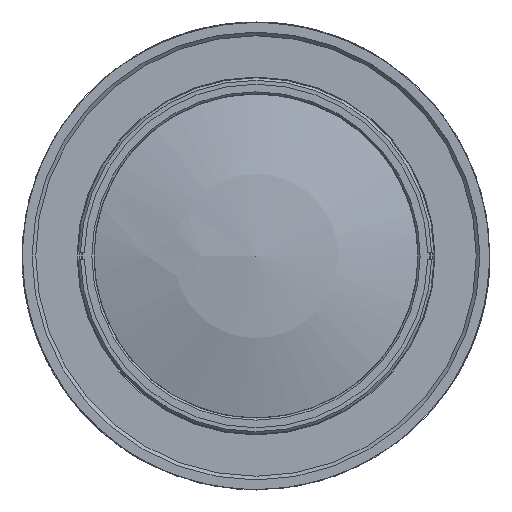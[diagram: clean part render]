
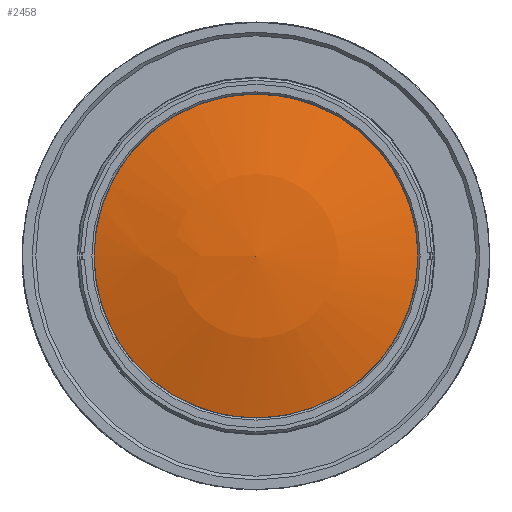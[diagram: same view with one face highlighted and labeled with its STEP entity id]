
A CAD part, left-side view. The second image highlights one B-rep face of the part: STEP entity #2458.
In plain terms, the highlighted spherical face has radius 74.01 mm.
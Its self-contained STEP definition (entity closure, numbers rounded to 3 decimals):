
#122=SPHERICAL_SURFACE('',#12772,74.01);
#163=VERTEX_LOOP('',#8454);
#2458=ADVANCED_FACE('',(#3133,#3134),#122,.T.);
#3133=FACE_BOUND('',#163,.T.);
#3134=FACE_BOUND('',#3830,.T.);
#3830=EDGE_LOOP('',(#5967));
#5967=ORIENTED_EDGE('',*,*,#10240,.F.);
#8453=VERTEX_POINT('',#17807);
#8454=VERTEX_POINT('',#17815);
#10240=EDGE_CURVE('',#8453,#8453,#11345,.T.);
#11345=B_SPLINE_CURVE_WITH_KNOTS('',3,(#17789,#17790,#17791,#17792,#17793,
#17794,#17795,#17796,#17797,#17798,#17799,#17800,#17801,#17802,#17803,#17804,
#17805,#17806),.UNSPECIFIED.,.T.,.F.,(2,2,2,2,2,2,2,2,2,2,2),(-0.125,0.,
0.125,0.25,0.375,0.5,0.625,0.75,0.875,1.,1.125),.UNSPECIFIED.);
#12772=AXIS2_PLACEMENT_3D('',#17816,#14659,#14660);
#14659=DIRECTION('',(-1.,0.,0.));
#14660=DIRECTION('',(0.,1.,0.));
#17789=CARTESIAN_POINT('',(-130.524,-22.5,5.89));
#17790=CARTESIAN_POINT('',(-130.524,-22.5,-5.89));
#17791=CARTESIAN_POINT('',(-130.524,-20.075,-11.745));
#17792=CARTESIAN_POINT('',(-130.524,-11.745,-20.075));
#17793=CARTESIAN_POINT('',(-130.524,-5.89,-22.5));
#17794=CARTESIAN_POINT('',(-130.524,5.89,-22.5));
#17795=CARTESIAN_POINT('',(-130.524,11.745,-20.075));
#17796=CARTESIAN_POINT('',(-130.524,20.075,-11.745));
#17797=CARTESIAN_POINT('',(-130.524,22.5,-5.89));
#17798=CARTESIAN_POINT('',(-130.524,22.5,5.89));
#17799=CARTESIAN_POINT('',(-130.524,20.075,11.745));
#17800=CARTESIAN_POINT('',(-130.524,11.745,20.075));
#17801=CARTESIAN_POINT('',(-130.524,5.89,22.5));
#17802=CARTESIAN_POINT('',(-130.524,-5.89,22.5));
#17803=CARTESIAN_POINT('',(-130.524,-11.745,20.075));
#17804=CARTESIAN_POINT('',(-130.524,-20.075,11.745));
#17805=CARTESIAN_POINT('',(-130.524,-22.5,5.89));
#17806=CARTESIAN_POINT('',(-130.524,-22.5,-5.89));
#17807=CARTESIAN_POINT('',(-130.524,-22.5,0.));
#17815=CARTESIAN_POINT('',(-134.027,0.,0.));
#17816=CARTESIAN_POINT('',(-60.017,0.,0.));
